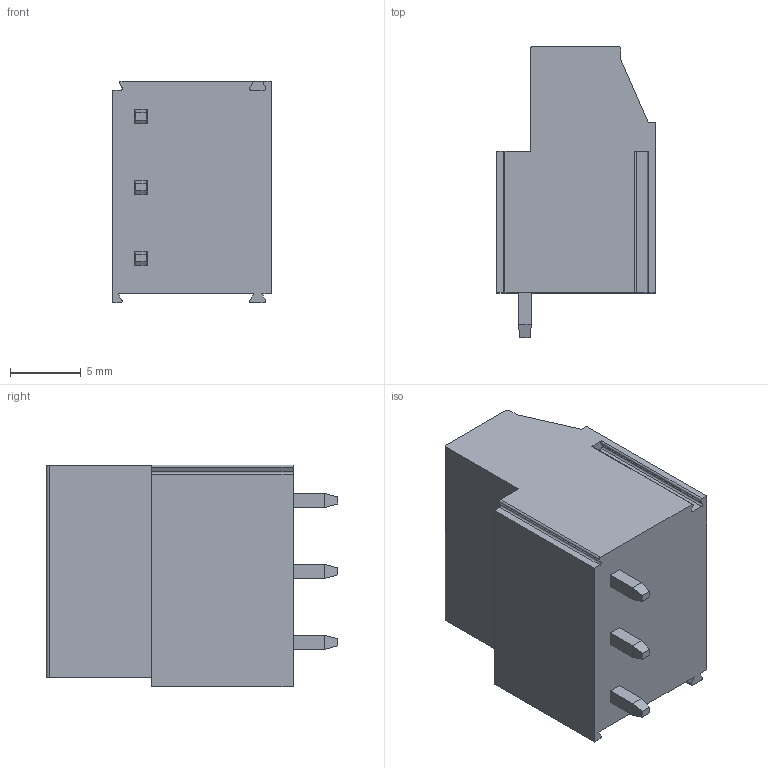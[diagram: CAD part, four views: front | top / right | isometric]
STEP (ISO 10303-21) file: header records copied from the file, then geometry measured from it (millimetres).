
FILE_DESCRIPTION((''),'2;1');
FILE_NAME('PRT0002','2025-01-08T',('sj'),(''),'PRO/ENGINEER BY PARAMETRIC TECHNOLOGY CORPORATION, 2013240','PRO/ENGINEER BY PARAMETRIC TECHNOLOGY CORPORATION, 2013240','');
FILE_SCHEMA(('AUTOMOTIVE_DESIGN_CC2 { 1 2 10303 214 -1 1 5 2 }'));
Length unit declared in the file: millimetre
Products named in the file (1): PRT0002
Bounding box: 11.2 x 20.55 x 15.65 mm (x, y, z)
Volume: 2358.8 mm3; surface area: 1562.1 mm2
Topology: 1 solids, 1 shells, 159 faces, 387 edges, 242 vertices
Faces by surface type: plane 112, cylinder 35, cone 12
Entity records: 4600 total; most frequent: CARTESIAN_POINT 788, DIRECTION 787, ORIENTED_EDGE 774, EDGE_CURVE 387, VECTOR 305, LINE 305, VERTEX_POINT 242, AXIS2_PLACEMENT_3D 241
